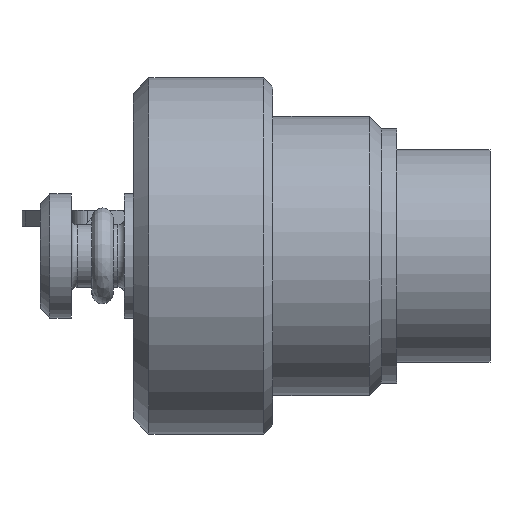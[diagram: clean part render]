
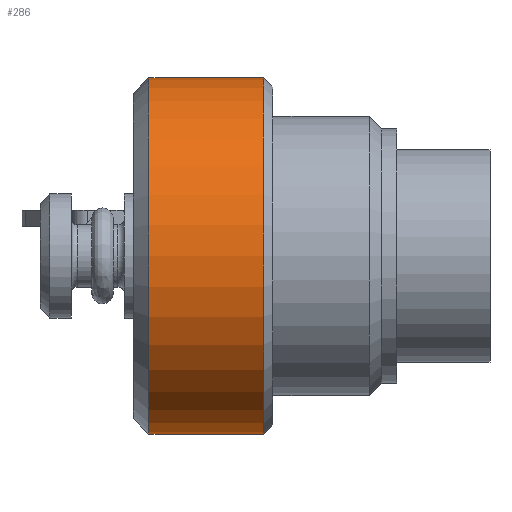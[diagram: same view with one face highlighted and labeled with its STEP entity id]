
A CAD part, top view. The second image highlights one B-rep face of the part: STEP entity #286.
In plain terms, the highlighted cylindrical face has radius 5.75 mm (diameter 11.5 mm), a full revolution.
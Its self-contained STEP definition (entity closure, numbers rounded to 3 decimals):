
#111=CYLINDRICAL_SURFACE('',#903,5.75);
#286=ADVANCED_FACE('',(#352,#353),#111,.T.);
#352=FACE_BOUND('',#434,.T.);
#353=FACE_BOUND('',#435,.T.);
#434=EDGE_LOOP('',(#588));
#435=EDGE_LOOP('',(#589));
#588=ORIENTED_EDGE('',*,*,#773,.T.);
#589=ORIENTED_EDGE('',*,*,#774,.T.);
#691=VERTEX_POINT('',#4102);
#692=VERTEX_POINT('',#4104);
#773=EDGE_CURVE('',#691,#691,#828,.T.);
#774=EDGE_CURVE('',#692,#692,#829,.T.);
#828=CIRCLE('',#901,5.75);
#829=CIRCLE('',#902,5.75);
#901=AXIS2_PLACEMENT_3D('',#4101,#1080,#1081);
#902=AXIS2_PLACEMENT_3D('',#4103,#1082,#1083);
#903=AXIS2_PLACEMENT_3D('',#4105,#1084,#1085);
#1080=DIRECTION('',(-1.,0.,0.));
#1081=DIRECTION('',(0.,0.,-1.));
#1082=DIRECTION('',(1.,0.,0.));
#1083=DIRECTION('',(0.,0.,1.));
#1084=DIRECTION('',(1.,0.,0.));
#1085=DIRECTION('',(0.,0.,-1.));
#4101=CARTESIAN_POINT('',(4.2,0.,0.));
#4102=CARTESIAN_POINT('',(4.2,0.,-5.75));
#4103=CARTESIAN_POINT('',(0.5,0.,0.));
#4104=CARTESIAN_POINT('',(0.5,0.,5.75));
#4105=CARTESIAN_POINT('',(0.,0.,0.));
